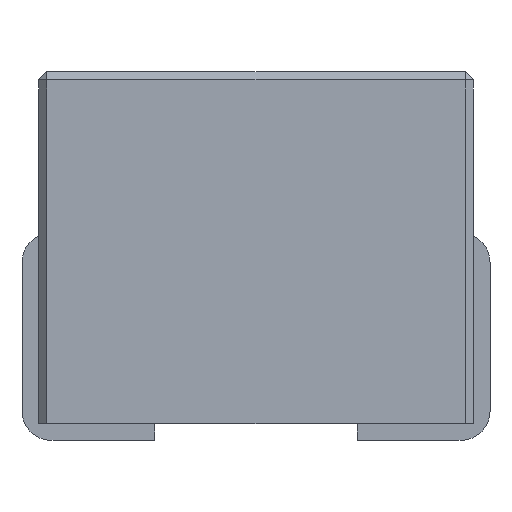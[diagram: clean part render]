
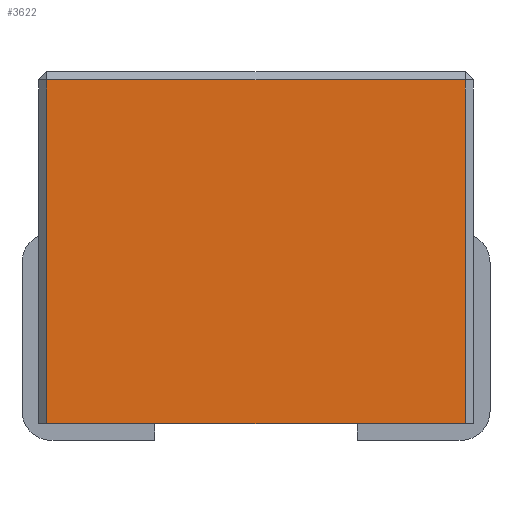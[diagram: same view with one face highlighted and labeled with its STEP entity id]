
A CAD part, front view. The second image highlights one B-rep face of the part: STEP entity #3622.
In plain terms, the highlighted planar face has unit normal (0, -1, 0).
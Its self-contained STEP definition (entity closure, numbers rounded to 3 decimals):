
#271=ORIENTED_EDGE('',*,*,#943,.T.);
#272=ORIENTED_EDGE('',*,*,#941,.T.);
#273=ORIENTED_EDGE('',*,*,#959,.T.);
#274=ORIENTED_EDGE('',*,*,#957,.T.);
#941=EDGE_CURVE('',#1287,#1288,#1559,.T.);
#943=EDGE_CURVE('',#1290,#1287,#1561,.T.);
#957=EDGE_CURVE('',#1295,#1290,#1575,.T.);
#959=EDGE_CURVE('',#1288,#1295,#1577,.T.);
#1287=VERTEX_POINT('',#4715);
#1288=VERTEX_POINT('',#4717);
#1290=VERTEX_POINT('',#4723);
#1295=VERTEX_POINT('',#4748);
#1559=LINE('',#4718,#1899);
#1561=LINE('',#4722,#1901);
#1575=LINE('',#4747,#1915);
#1577=LINE('',#4751,#1917);
#1899=VECTOR('',#4041,1000.);
#1901=VECTOR('',#4045,1000.);
#1915=VECTOR('',#4071,1000.);
#1917=VECTOR('',#4075,1000.);
#2176=EDGE_LOOP('',(#271,#272,#273,#274));
#2332=FACE_BOUND('',#2176,.T.);
#2488=PLANE('',#3773);
#3622=ADVANCED_FACE('',(#2332),#2488,.T.);
#3773=AXIS2_PLACEMENT_3D('',#4750,#4073,#4074);
#4041=DIRECTION('',(0.,0.,1.));
#4045=DIRECTION('',(1.,0.,0.));
#4071=DIRECTION('',(0.,0.,-1.));
#4073=DIRECTION('',(0.,-1.,0.));
#4074=DIRECTION('',(0.,0.,-1.));
#4075=DIRECTION('',(-1.,0.,0.));
#4715=CARTESIAN_POINT('',(5.05,-5.5,-4.6));
#4717=CARTESIAN_POINT('',(5.05,-5.5,3.7));
#4718=CARTESIAN_POINT('',(5.05,-5.5,-4.6));
#4722=CARTESIAN_POINT('',(-5.25,-5.5,-4.6));
#4723=CARTESIAN_POINT('',(-5.05,-5.5,-4.6));
#4747=CARTESIAN_POINT('',(-5.05,-5.5,-4.6));
#4748=CARTESIAN_POINT('',(-5.05,-5.5,3.7));
#4750=CARTESIAN_POINT('',(-5.25,-5.5,-4.6));
#4751=CARTESIAN_POINT('',(-5.25,-5.5,3.7));
